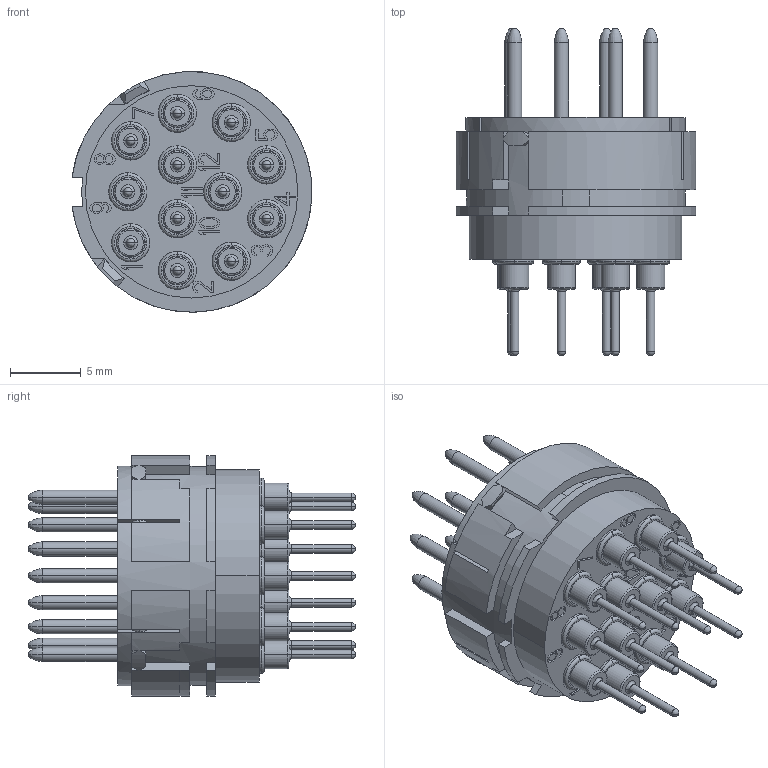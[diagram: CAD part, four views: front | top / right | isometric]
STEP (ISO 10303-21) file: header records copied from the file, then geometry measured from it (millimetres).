
FILE_DESCRIPTION((''),'2;1');
FILE_NAME('HR23-012-MTHT_SW0001','2017-07-24T',('tc.chen'),(''),'PRO/ENGINEER BY PARAMETRIC TECHNOLOGY CORPORATION, 2012480','PRO/ENGINEER BY PARAMETRIC TECHNOLOGY CORPORATION, 2012480','');
FILE_SCHEMA(('AUTOMOTIVE_DESIGN { 1 0 10303 214 1 1 1 1 }'));
Length unit declared in the file: millimetre
Products named in the file (1): HR23-012-MTHT_SW0001
Bounding box: 16.94 x 23.1 x 16.98 mm (x, y, z)
Volume: 2057.7 mm3; surface area: 3904 mm2
Topology: 1 solids, 2 shells, 1656 faces, 4377 edges, 2805 vertices
Faces by surface type: plane 1166, cylinder 264, torus 116, cone 62, bspline 24, sphere 24
Entity records: 53959 total; most frequent: CARTESIAN_POINT 12556, ORIENTED_EDGE 8706, DIRECTION 8385, EDGE_CURVE 4353, VECTOR 3353, LINE 3353, VERTEX_POINT 2805, AXIS2_PLACEMENT_3D 2516
